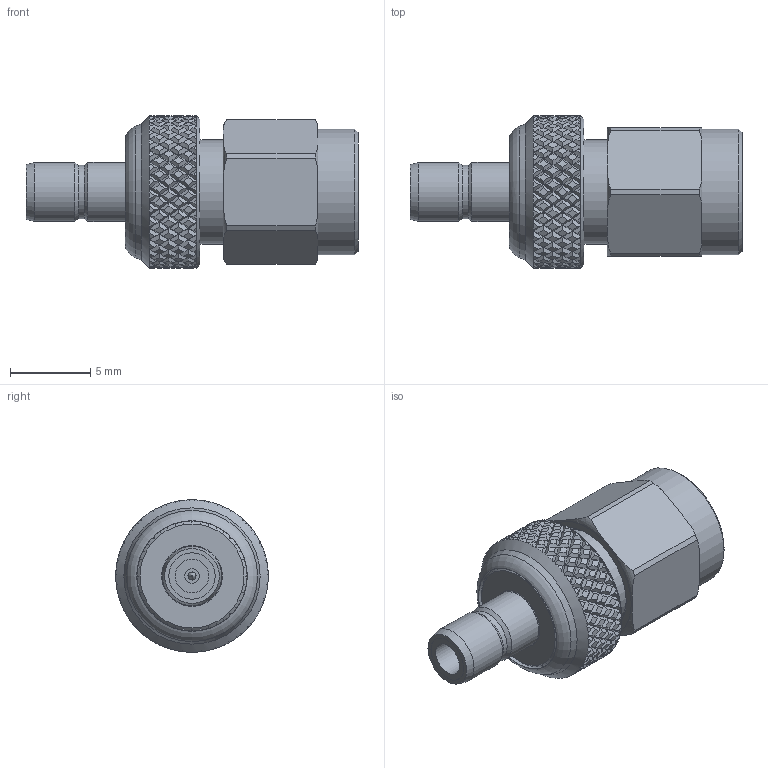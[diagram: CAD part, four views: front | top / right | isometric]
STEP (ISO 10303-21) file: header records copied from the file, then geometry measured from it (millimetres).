
FILE_DESCRIPTION(/* description */ ('Unknown'),/* implementation_level */ '2;1');
FILE_NAME(/* name */ '64403216111000',/* time_stamp */ '2024-03-07T15:42:56+01:00',/* author */ ('Unknown'),/* organization */ ('Unknown'),/* preprocessor_version */ 'ST-DEVELOPER v18.102',/* originating_system */ 'Solid Edge',/* authorisation */ 'Unknown');
FILE_SCHEMA (('AUTOMOTIVE_DESIGN {1 0 10303 214 3 1 1}'));
Products named in the file (1): 64403216111000
Bounding box: 20.7 x 9.5 x 9.5 mm (x, y, z)
Volume: 696.9 mm3; surface area: 1084.4 mm2
Topology: 2 solids, 2 shells, 1140 faces, 2678 edges, 1519 vertices
Faces by surface type: bspline 662, cylinder 231, plane 183, cone 55, torus 9
Full cylindrical faces by diameter (mm): 0.5 x1, 0.9 x1, 0.92 x1, 2.08 x1, 2.88 x1, 3.324 x1, 3.68 x2, 4.05 x1, 4.56 x1, 4.75 x1, 6 x1, 6.5 x2, 6.66 x6, 6.87 x1, 7 x1, 7.8 x1, 9.5 x1
Entity records: 42520 total; most frequent: CARTESIAN_POINT 16364, ORIENTED_EDGE 5224, EDGE_CURVE 2612, DIRECTION 1974, VERTEX_POINT 1495, EDGE_LOOP 1233, FACE_BOUND 1233, STYLED_ITEM 1136
